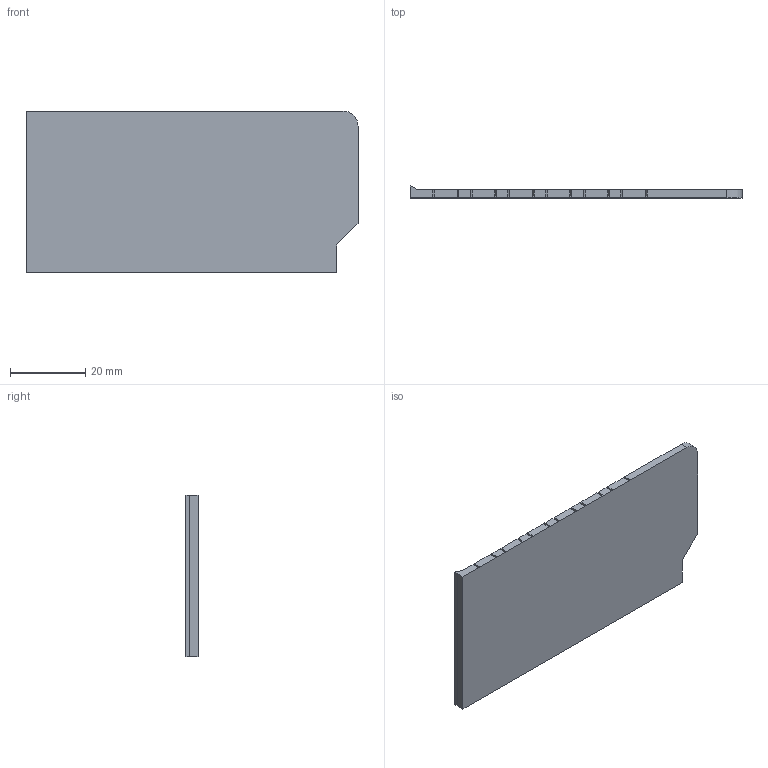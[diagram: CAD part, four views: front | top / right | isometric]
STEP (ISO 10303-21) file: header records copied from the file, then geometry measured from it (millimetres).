
FILE_DESCRIPTION(('HOOPS Exchange Step'),'2;1');
FILE_NAME('temp_export','2021-03-08T19:02:10+01:00',('mobile'),('Shapr3D Limited'),'HOOPS Exchange 2020.2','Shapr3D','Authorized');
FILE_SCHEMA( ('AP203_CONFIGURATION_CONTROLLED_3D_DESIGN_OF_MECHANICAL_PARTS_AND_ASSEMBLIES_MIM_LF') );
Length unit declared in the file: millimetre
Products named in the file (2): 0; B051359C-A8FD-4BE5-9140-B79ED74FF2A7.tmp
Assembly tree (1 placements, depth 2):
  B051359C-A8FD-4BE5-9140-B79ED74FF2A7.tmp
    0
Bounding box: 88.21 x 3.2 x 43 mm (x, y, z)
Volume: 7852.8 mm3; surface area: 9164.7 mm2
Topology: 1 solids, 1 shells, 214 faces, 591 edges, 394 vertices
Faces by surface type: plane 154, cylinder 38, bspline 12, extrusion 10
Entity records: 8171 total; most frequent: CARTESIAN_POINT 2621, ORIENTED_EDGE 1182, DIRECTION 1083, EDGE_CURVE 591, VECTOR 481, LINE 471, VERTEX_POINT 394, AXIS2_PLACEMENT_3D 301
